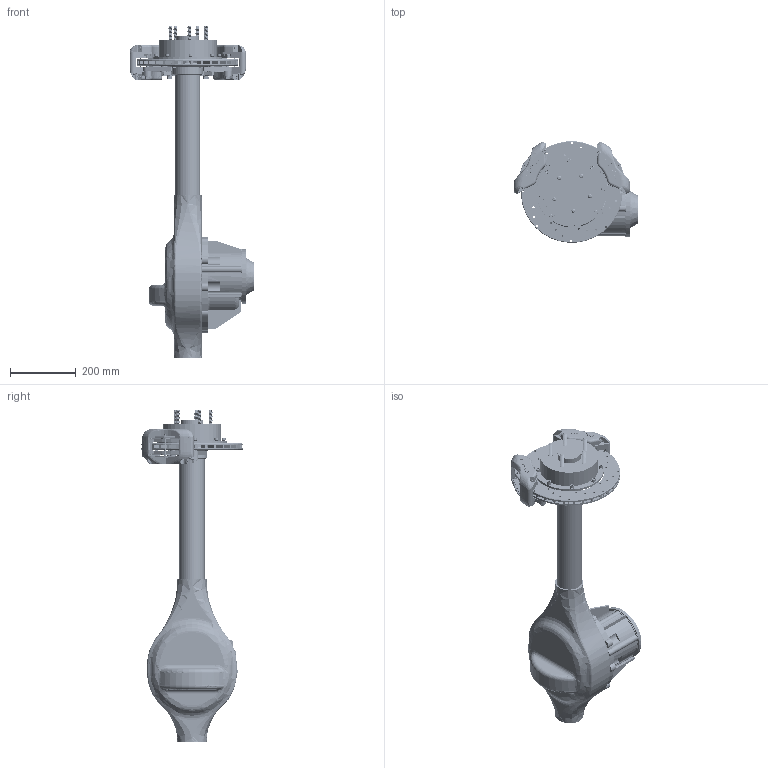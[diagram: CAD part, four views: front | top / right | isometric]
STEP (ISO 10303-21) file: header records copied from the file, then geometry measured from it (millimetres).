
FILE_DESCRIPTION(/* description */ (''),/* implementation_level */ '2;1');
FILE_NAME(/* name */ 'disc brake dual caliper bracket design entire design on ford 9 v51.stp',/* time_stamp */ '2015-09-10T11:44:50-06:00',/* author */ (''),/* organization */ (''),/* preprocessor_version */ 'ST-DEVELOPER v16.1',/* originating_system */ 'Autodesk Translation Framework v4.1.0.1560',/* authorisation */ '');
FILE_SCHEMA (('AUTOMOTIVE_DESIGN { 1 0 10303 214 3 1 1 }'));
Products named in the file (92): axle tube; Ford 9in carrier; right side axle; 3rd member; wheel stud; 9 inch pin support; ford 9 Big Ford New Style axle flange v1; wilwood rear disc brake hat v4; wilwood disc part 160-7106-bk v7; Wilwood forged Dynalite 4 Caliper Back M3; Pad; Wilwood forged Dynalite 4 Caliper Front M3; Spacer 1; Spacer 2; Metal Plate for Pad support; Metal Plate for Pad support for front part; Pin; Some part; ISO 4762 M5 x 45; ISO 4762 M5 x 50; Wilwood forged Dynalite 4 assembly  v4; Wilwood forged Dynalite 4 assembly  v4_1; ford 9 flange T-bolt v7; 93827A228 (3) (3); 93827A228 (3) (2); 93827A228 (3) (1); 98023A031 (3); 98023A031 (2); 98023A031 (1); 98023A031; 93827A228 (3); 90128A745; 90128A745 (1); 98017A690 (1); 90128A745 (1) (1); 98017A690 (1) (1); 90128A745 (1) (2); 98017A690 (1) (2); 90128A745 (1) (3); 98017A690 (1) (3) ...
Assembly tree (125 placements, depth 5):
  disc brake dual caliper bracket design ford 9 v51
    axle tube
    Ford 9in carrier
    right side axle
    3rd member
    wheel stud  x5
    9 inch pin support
    ford 9 Big Ford New Style axle flange v1
    wilwood rear disc brake hat v4
    wilwood disc part 160-7106-bk v7
    Wilwood forged Dynalite 4 assembly  v4
      Wilwood forged Dynalite 4 Caliper Back M3
      Pad  x2
      Wilwood forged Dynalite 4 Caliper Front M3
      Spacer 1
      Spacer 2
      Metal Plate for Pad support  x2
      Metal Plate for Pad support for front part  x2
      Pin
      Some part  x4
      ISO 4762 M5 x 45  x2
      ISO 4762 M5 x 50  x2
    Wilwood forged Dynalite 4 assembly  v4_1
      Wilwood forged Dynalite 4 Caliper Back M3
      Pad  x2
      Wilwood forged Dynalite 4 Caliper Front M3
      Spacer 1
      Spacer 2
      Metal Plate for Pad support  x2
      Metal Plate for Pad support for front part  x2
      Pin
      Some part  x4
      ISO 4762 M5 x 45  x2
      ISO 4762 M5 x 50  x2
    ford 9 flange T-bolt v7  x4
    93827A228 (3)
      93827A228 (3) (3)
      93827A228 (3) (2)
      93827A228 (3) (1)
      98023A031
        98023A031 (3)
        98023A031 (2)
        98023A031 (1)
    98017A690
      90128A745
      98017A690 (1)
        90128A745 (1)
      98017A690 (1) (1)
        90128A745 (1) (1)
      98017A690 (1) (2)
        90128A745 (1) (2)
      98017A690 (1) (3)
        90128A745 (1) (3)
      98017A690 (1) (4)
        90128A745 (1) (4)
      98017A690 (1) (5)
        90128A745 (1) (5)
      98017A690 (1) (6)
        90128A745 (1) (6)
    dual brake caliper braket
Bounding box: 380.7 x 308.51 x 1011.31 mm (x, y, z)
Volume: 9141552.1 mm3; surface area: 1985886.3 mm2
Topology: 131 solids, 131 shells, 5446 faces, 12520 edges, 7473 vertices
Faces by surface type: plane 2185, cylinder 1606, cone 953, torus 321, bspline 281, sphere 100
Full cylindrical faces by diameter (mm): 3.063 x8, 3.155 x8, 4 x8, 5 x8, 5.886 x8, 6 x42, 6.221 x8, 6.35 x64, 6.898 x8, 7.798 x5, 8.204 x8, 8.331 x8, 8.5 x8, 9.525 x65, 9.9 x4, 9.931 x4, 10.312 x12, 11.113 x10, 11.906 x8, 12.55 x5, 13.208 x5, 14.275 x8, 14.287 x9, 15 x4, 15.875 x20, 19 x5, 19.05 x8, 20.625 x4, 25 x4, 25.4 x1
Entity records: 247736 total; most frequent: CARTESIAN_POINT 179441, DIRECTION 13963, ORIENTED_EDGE 13138, EDGE_CURVE 6569, AXIS2_PLACEMENT_3D 5626, VERTEX_POINT 4271, EDGE_LOOP 4070, FACE_OUTER_BOUND 3053
